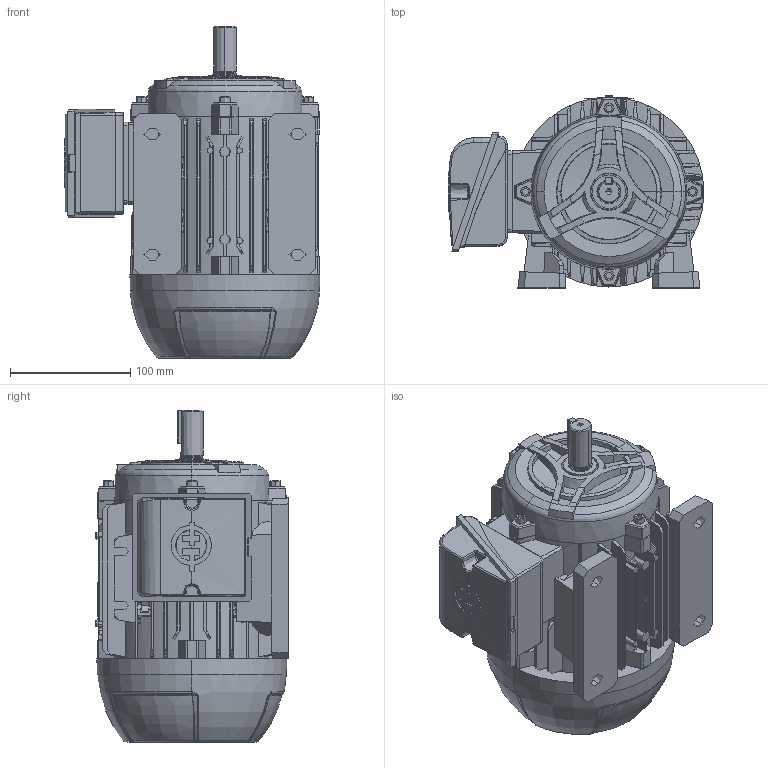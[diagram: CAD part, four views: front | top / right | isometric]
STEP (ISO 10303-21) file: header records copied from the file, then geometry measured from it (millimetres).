
FILE_DESCRIPTION (( 'STEP AP203' ), '1' );
FILE_NAME ('IEC80 B3D.STEP', '2021-11-04T19:18:08', ( '' ), ( '' ), 'SwSTEP 2.0', 'SolidWorks 2018', '' );
FILE_SCHEMA (( 'CONFIG_CONTROL_DESIGN' ));
Length unit declared in the file: millimetre
Products named in the file (31): 105006100; 105007077; Parafuso Altracs M5; 105011241; 105033022; EIXO IEC 80; 105006080; 105006080_505007993; 500014957B_10.5007.074; 105032001; 105006192; 500014957B; 105032001_10.5032.006-6-6x28; Parafuso Altracs M5_10.5011.286 x 22; 105024-PLACA DE DADOS_10.5024.424; 500014959_10.5007.078; EIXO IEC 80_50.5087.043; IEC80  B3D; 105006100_505007461; 105006192_50.5307.040; 105024-PLACA DE DADOS; 500014959
Assembly tree (19 placements, depth 2):
  105006100
  105007077
  Parafuso Altracs M5
  EIXO IEC 80
  Parafuso Altracs M5
Bounding box: 212.79 x 159.85 x 276 mm (x, y, z)
Volume: 4099147.8 mm3; surface area: 401740 mm2
Topology: 19 solids, 19 shells, 2130 faces, 5611 edges, 3589 vertices
Faces by surface type: plane 988, cylinder 462, bspline 275, cone 250, torus 89, sphere 66
Entity records: 75192 total; most frequent: CARTESIAN_POINT 27606, ORIENTED_EDGE 10294, DIRECTION 8128, EDGE_CURVE 5147, VERTEX_POINT 3314, AXIS2_PLACEMENT_3D 2750, VECTOR 2628, LINE 2628
